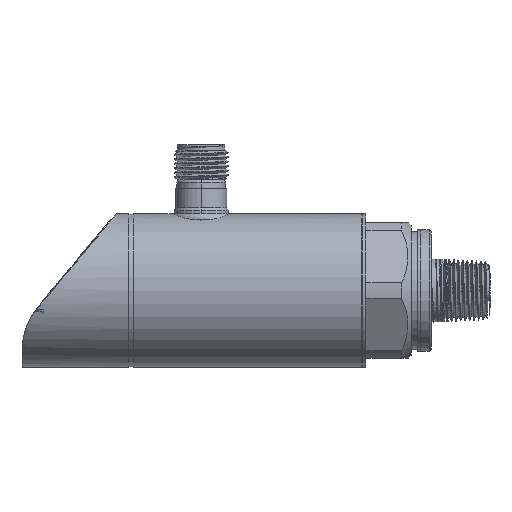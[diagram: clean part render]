
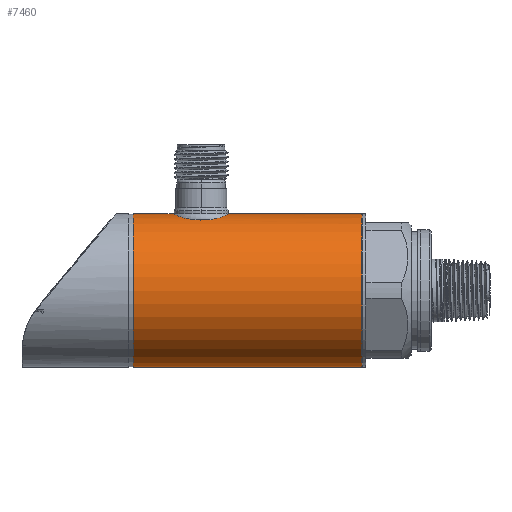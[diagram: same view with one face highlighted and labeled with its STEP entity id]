
A CAD part, left-side view. The second image highlights one B-rep face of the part: STEP entity #7460.
In plain terms, the highlighted cylindrical face has radius 17 mm (diameter 34 mm), a partial arc.
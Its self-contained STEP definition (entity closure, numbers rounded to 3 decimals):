
#196 = CARTESIAN_POINT ( 'NONE',  ( -5.259, 55.218, 16.168 ) ) ;
#542 = AXIS2_PLACEMENT_3D ( 'NONE', #17299, #4865, #19382 ) ;
#833 = EDGE_CURVE ( 'NONE', #6289, #3270, #3069, .T. ) ;
#1276 = CARTESIAN_POINT ( 'NONE',  ( -4.228, 45.927, 16.469 ) ) ;
#1457 = VERTEX_POINT ( 'NONE', #25620 ) ;
#1613 = CARTESIAN_POINT ( 'NONE',  ( 0., 66., -17. ) ) ;
#2114 = ORIENTED_EDGE ( 'NONE', *, *, #16283, .F. ) ;
#2118 = B_SPLINE_CURVE_WITH_KNOTS ( 'NONE', 3,
 ( #26216, #11758, #5545, #20061, #7660, #22122, #9746, #24217, #11838, #26301 ),
 .UNSPECIFIED., .F., .F.,
 ( 4, 2, 2, 2, 4 ),
 ( 0.019, 0.02, 0.021, 0.023, 0.024 ),
 .UNSPECIFIED. ) ;
#2280 = CARTESIAN_POINT ( 'NONE',  ( -4.517, 55.878, 16.391 ) ) ;
#2875 = AXIS2_PLACEMENT_3D ( 'NONE', #15109, #21339, #11130 ) ;
#2961 = DIRECTION ( 'NONE',  ( 0., 1., 0. ) ) ;
#3069 = B_SPLINE_CURVE_WITH_KNOTS ( 'NONE', 3,
 ( #9536, #21915, #5333, #24010, #11635, #26095, #13703, #1276, #15780, #3346, #17895, #5431, #19930, #7544, #22003, #9631 ),
 .UNSPECIFIED., .F., .F.,
 ( 4, 2, 2, 2, 2, 2, 2, 4 ),
 ( 0., 0.002, 0.003, 0.004, 0.005, 0.006, 0.007, 0.008 ),
 .UNSPECIFIED. ) ;
#3270 = VERTEX_POINT ( 'NONE', #17736 ) ;
#3346 = CARTESIAN_POINT ( 'NONE',  ( -5.022, 46.542, 16.243 ) ) ;
#4362 = CARTESIAN_POINT ( 'NONE',  ( -3.649, 56.388, 16.607 ) ) ;
#4865 = DIRECTION ( 'NONE',  ( 0., 1., 0. ) ) ;
#5333 = CARTESIAN_POINT ( 'NONE',  ( -1.362, 45.023, 16.959 ) ) ;
#5431 = CARTESIAN_POINT ( 'NONE',  ( -5.678, 47.295, 16.025 ) ) ;
#5545 = CARTESIAN_POINT ( 'NONE',  ( -6.646, 52.487, 15.647 ) ) ;
#5888 = EDGE_CURVE ( 'NONE', #24428, #1457, #14782, .T. ) ;
#6289 = VERTEX_POINT ( 'NONE', #18357 ) ;
#6476 = CARTESIAN_POINT ( 'NONE',  ( -2.703, 56.731, 16.787 ) ) ;
#7060 = FACE_OUTER_BOUND ( 'NONE', #23278, .T. ) ;
#7272 = LINE ( 'NONE', #9060, #23156 ) ;
#7460 = ADVANCED_FACE ( 'NONE', ( #7060 ), #14176, .T. ) ;
#7544 = CARTESIAN_POINT ( 'NONE',  ( -6.189, 48.168, 15.834 ) ) ;
#7660 = CARTESIAN_POINT ( 'NONE',  ( -6.8, 51.373, 15.581 ) ) ;
#7990 = CIRCLE ( 'NONE', #13942, 17. ) ;
#7994 = EDGE_CURVE ( 'NONE', #1457, #17744, #15776, .T. ) ;
#7999 = ORIENTED_EDGE ( 'NONE', *, *, #14733, .F. ) ;
#8431 = CARTESIAN_POINT ( 'NONE',  ( -6.435, 53.198, 15.735 ) ) ;
#8543 = CARTESIAN_POINT ( 'NONE',  ( -1.365, 56.977, 16.958 ) ) ;
#8819 = VERTEX_POINT ( 'NONE', #10081 ) ;
#8911 = CARTESIAN_POINT ( 'NONE',  ( 0., 15.437, 17. ) ) ;
#9060 = CARTESIAN_POINT ( 'NONE',  ( 0., 44.2, -17. ) ) ;
#9438 = ORIENTED_EDGE ( 'NONE', *, *, #7994, .T. ) ;
#9536 = CARTESIAN_POINT ( 'NONE',  ( 0., 45., 17. ) ) ;
#9631 = CARTESIAN_POINT ( 'NONE',  ( -6.435, 48.802, 15.735 ) ) ;
#9746 = CARTESIAN_POINT ( 'NONE',  ( -6.769, 50.254, 15.594 ) ) ;
#9780 = DIRECTION ( 'NONE',  ( 0., -1., 0. ) ) ;
#9980 = CIRCLE ( 'NONE', #542, 17. ) ;
#10081 = CARTESIAN_POINT ( 'NONE',  ( 0., 15.437, -17. ) ) ;
#10567 = CARTESIAN_POINT ( 'NONE',  ( -6.19, 53.83, 15.834 ) ) ;
#10654 = CARTESIAN_POINT ( 'NONE',  ( 0., 57., 17. ) ) ;
#10937 = EDGE_CURVE ( 'NONE', #24428, #3270, #2118, .T. ) ;
#11130 = DIRECTION ( 'NONE',  ( 0., 0., 1. ) ) ;
#11331 = EDGE_CURVE ( 'NONE', #20553, #6289, #20482, .T. ) ;
#11635 = CARTESIAN_POINT ( 'NONE',  ( -2.692, 45.266, 16.789 ) ) ;
#11758 = CARTESIAN_POINT ( 'NONE',  ( -6.554, 52.849, 15.686 ) ) ;
#11838 = CARTESIAN_POINT ( 'NONE',  ( -6.554, 49.152, 15.686 ) ) ;
#12372 = CARTESIAN_POINT ( 'NONE',  ( 0., 44.2, 17. ) ) ;
#12562 = CARTESIAN_POINT ( 'NONE',  ( -6.324, 53.522, 15.78 ) ) ;
#12647 = CARTESIAN_POINT ( 'NONE',  ( -5.684, 54.697, 16.023 ) ) ;
#13703 = CARTESIAN_POINT ( 'NONE',  ( -3.641, 45.608, 16.608 ) ) ;
#13905 = ORIENTED_EDGE ( 'NONE', *, *, #833, .T. ) ;
#13942 = AXIS2_PLACEMENT_3D ( 'NONE', #22158, #9780, #24250 ) ;
#14176 = CYLINDRICAL_SURFACE ( 'NONE', #2875, 17. ) ;
#14703 = CARTESIAN_POINT ( 'NONE',  ( -5.026, 55.454, 16.242 ) ) ;
#14733 = EDGE_CURVE ( 'NONE', #8819, #22368, #7272, .T. ) ;
#14782 = B_SPLINE_CURVE_WITH_KNOTS ( 'NONE', 3,
 ( #20865, #12562, #10567, #25024, #12647, #196, #14703, #2280, #16802, #4362, #18899, #6476, #20952, #8543, #23041, #10654 ),
 .UNSPECIFIED., .F., .F.,
 ( 4, 2, 2, 2, 2, 2, 2, 4 ),
 ( 0., 0.001, 0.002, 0.003, 0.004, 0.005, 0.006, 0.008 ),
 .UNSPECIFIED. ) ;
#14973 = VECTOR ( 'NONE', #26668, 1000. ) ;
#15109 = CARTESIAN_POINT ( 'NONE',  ( 0., 44.2, 0. ) ) ;
#15776 = LINE ( 'NONE', #12372, #26765 ) ;
#15780 = CARTESIAN_POINT ( 'NONE',  ( -4.509, 46.117, 16.393 ) ) ;
#15969 = EDGE_CURVE ( 'NONE', #22368, #17744, #9980, .T. ) ;
#16283 = EDGE_CURVE ( 'NONE', #20553, #8819, #7990, .T. ) ;
#16802 = CARTESIAN_POINT ( 'NONE',  ( -4.238, 56.067, 16.466 ) ) ;
#17299 = CARTESIAN_POINT ( 'NONE',  ( 0., 66., 0. ) ) ;
#17312 = ORIENTED_EDGE ( 'NONE', *, *, #15969, .F. ) ;
#17736 = CARTESIAN_POINT ( 'NONE',  ( -6.435, 48.802, 15.735 ) ) ;
#17744 = VERTEX_POINT ( 'NONE', #23701 ) ;
#17895 = CARTESIAN_POINT ( 'NONE',  ( -5.255, 46.778, 16.169 ) ) ;
#18357 = CARTESIAN_POINT ( 'NONE',  ( 0., 45., 17. ) ) ;
#18899 = CARTESIAN_POINT ( 'NONE',  ( -3.341, 56.52, 16.672 ) ) ;
#19382 = DIRECTION ( 'NONE',  ( 0., 0., 1. ) ) ;
#19930 = CARTESIAN_POINT ( 'NONE',  ( -5.867, 47.578, 15.956 ) ) ;
#20061 = CARTESIAN_POINT ( 'NONE',  ( -6.77, 51.745, 15.594 ) ) ;
#20450 = CARTESIAN_POINT ( 'NONE',  ( 0., 44.2, 17. ) ) ;
#20482 = LINE ( 'NONE', #20450, #14973 ) ;
#20553 = VERTEX_POINT ( 'NONE', #8911 ) ;
#20865 = CARTESIAN_POINT ( 'NONE',  ( -6.435, 53.198, 15.735 ) ) ;
#20868 = ORIENTED_EDGE ( 'NONE', *, *, #11331, .T. ) ;
#20952 = CARTESIAN_POINT ( 'NONE',  ( -2.37, 56.81, 16.837 ) ) ;
#21339 = DIRECTION ( 'NONE',  ( 0., 1., 0. ) ) ;
#21915 = CARTESIAN_POINT ( 'NONE',  ( -0.684, 45., 17. ) ) ;
#22003 = CARTESIAN_POINT ( 'NONE',  ( -6.324, 48.478, 15.78 ) ) ;
#22122 = CARTESIAN_POINT ( 'NONE',  ( -6.8, 50.629, 15.581 ) ) ;
#22158 = CARTESIAN_POINT ( 'NONE',  ( 0., 15.437, 0. ) ) ;
#22368 = VERTEX_POINT ( 'NONE', #1613 ) ;
#23041 = CARTESIAN_POINT ( 'NONE',  ( -0.685, 57., 17. ) ) ;
#23156 = VECTOR ( 'NONE', #2961, 1000. ) ;
#23278 = EDGE_LOOP ( 'NONE', ( #7999, #2114, #20868, #13905, #25301, #25507, #9438, #17312 ) ) ;
#23701 = CARTESIAN_POINT ( 'NONE',  ( 0., 66., 17. ) ) ;
#24010 = CARTESIAN_POINT ( 'NONE',  ( -2.36, 45.188, 16.839 ) ) ;
#24217 = CARTESIAN_POINT ( 'NONE',  ( -6.646, 49.512, 15.647 ) ) ;
#24250 = DIRECTION ( 'NONE',  ( 0., 0., -1. ) ) ;
#24428 = VERTEX_POINT ( 'NONE', #8431 ) ;
#24748 = DIRECTION ( 'NONE',  ( 0., 1., 0. ) ) ;
#25024 = CARTESIAN_POINT ( 'NONE',  ( -5.87, 54.417, 15.955 ) ) ;
#25301 = ORIENTED_EDGE ( 'NONE', *, *, #10937, .F. ) ;
#25507 = ORIENTED_EDGE ( 'NONE', *, *, #5888, .T. ) ;
#25620 = CARTESIAN_POINT ( 'NONE',  ( 0., 57., 17. ) ) ;
#26095 = CARTESIAN_POINT ( 'NONE',  ( -3.334, 45.477, 16.673 ) ) ;
#26216 = CARTESIAN_POINT ( 'NONE',  ( -6.435, 53.198, 15.735 ) ) ;
#26301 = CARTESIAN_POINT ( 'NONE',  ( -6.435, 48.802, 15.735 ) ) ;
#26668 = DIRECTION ( 'NONE',  ( 0., 1., 0. ) ) ;
#26765 = VECTOR ( 'NONE', #24748, 1000. ) ;
